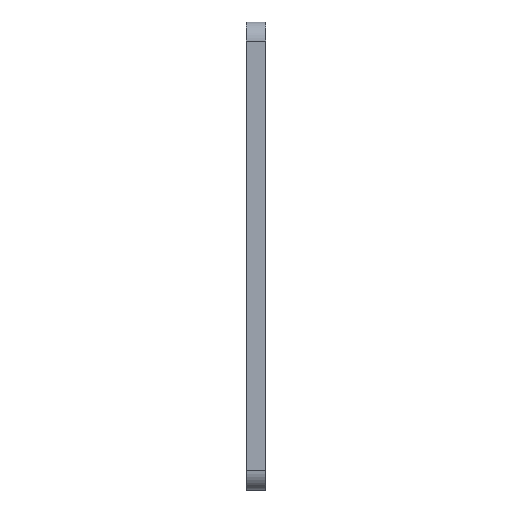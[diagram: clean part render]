
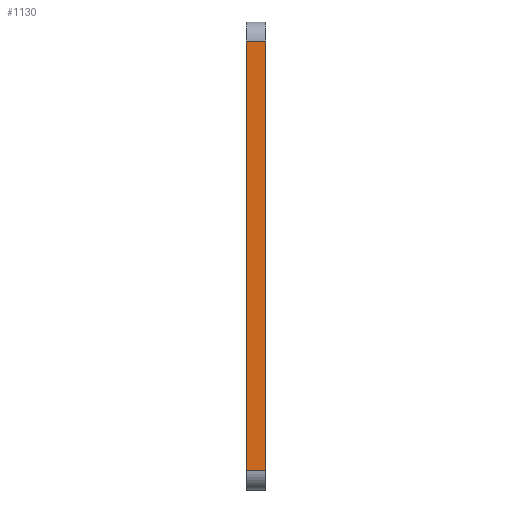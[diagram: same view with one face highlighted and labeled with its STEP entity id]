
A CAD part, left-side view. The second image highlights one B-rep face of the part: STEP entity #1130.
In plain terms, the highlighted free-form (B-spline) face has degree [1, 1] with [2, 2] control points.
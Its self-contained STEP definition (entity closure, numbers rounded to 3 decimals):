
#934=CARTESIAN_POINT('',(-44.25,0.0,46.0));
#935=VERTEX_POINT('',#934);
#949=CARTESIAN_POINT('',(-44.25,0.0,2.0));
#950=VERTEX_POINT('',#949);
#951=CARTESIAN_POINT('',(-44.25,0.0,2.0));
#952=CARTESIAN_POINT('',(-44.25,0.0,46.0));
#953=QUASI_UNIFORM_CURVE('',1,(#951,#952),.UNSPECIFIED.,.F.,.U.);
#954=EDGE_CURVE('',#950,#935,#953,.T.);
#1086=CARTESIAN_POINT('',(-44.25,2.0,46.0));
#1087=VERTEX_POINT('',#1086);
#1101=CARTESIAN_POINT('',(-44.25,2.0,46.0));
#1102=CARTESIAN_POINT('',(-44.25,0.0,46.0));
#1103=QUASI_UNIFORM_CURVE('',1,(#1101,#1102),.UNSPECIFIED.,.F.,.U.);
#1104=EDGE_CURVE('',#1087,#935,#1103,.T.);
#1109=CARTESIAN_POINT('',(-44.25,-0.1,48.198));
#1110=CARTESIAN_POINT('',(-44.25,-0.1,-0.198));
#1111=CARTESIAN_POINT('',(-44.25,2.1,48.198));
#1112=CARTESIAN_POINT('',(-44.25,2.1,-0.198));
#1113=B_SPLINE_SURFACE_WITH_KNOTS('',1,1,((#1109,#1111),(#1110,#1112)),.UNSPECIFIED.,.F.,.F.,.U.,(2,2),(2,2),(0.0,48.396),(0.0,2.2),.UNSPECIFIED.);
#1114=ORIENTED_EDGE('',*,*,#954,.T.);
#1115=ORIENTED_EDGE('',*,*,#1104,.F.);
#1116=CARTESIAN_POINT('',(-44.25,2.0,2.0));
#1117=VERTEX_POINT('',#1116);
#1118=CARTESIAN_POINT('',(-44.25,2.0,2.0));
#1119=CARTESIAN_POINT('',(-44.25,2.0,46.0));
#1120=QUASI_UNIFORM_CURVE('',1,(#1118,#1119),.UNSPECIFIED.,.F.,.U.);
#1121=EDGE_CURVE('',#1117,#1087,#1120,.T.);
#1122=ORIENTED_EDGE('',*,*,#1121,.F.);
#1123=CARTESIAN_POINT('',(-44.25,2.0,2.0));
#1124=CARTESIAN_POINT('',(-44.25,0.0,2.0));
#1125=QUASI_UNIFORM_CURVE('',1,(#1123,#1124),.UNSPECIFIED.,.F.,.U.);
#1126=EDGE_CURVE('',#1117,#950,#1125,.T.);
#1127=ORIENTED_EDGE('',*,*,#1126,.T.);
#1128=EDGE_LOOP('',(#1114,#1115,#1122,#1127));
#1129=FACE_OUTER_BOUND('',#1128,.T.);
#1130=ADVANCED_FACE('',(#1129),#1113,.F.);
